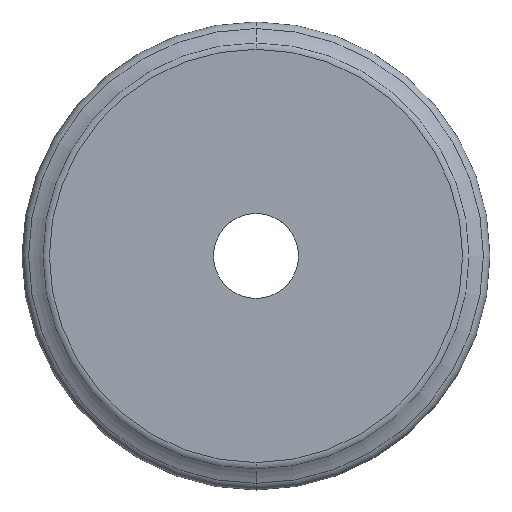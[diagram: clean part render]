
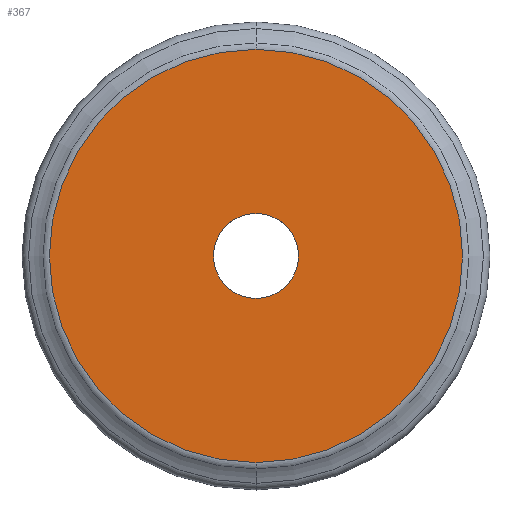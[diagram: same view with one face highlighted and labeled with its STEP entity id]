
A CAD part, top view. The second image highlights one B-rep face of the part: STEP entity #367.
In plain terms, the highlighted planar face has unit normal (0, 0, 1).
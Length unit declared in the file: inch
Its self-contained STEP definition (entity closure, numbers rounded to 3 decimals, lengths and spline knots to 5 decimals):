
#62=CARTESIAN_POINT('',(0.,0.,0.3125));
#63=DIRECTION('',(0.,0.,1.));
#64=DIRECTION('',(0.,1.,0.));
#65=AXIS2_PLACEMENT_3D('',#62,#63,#64);
#67=CARTESIAN_POINT('',(0.,0.,0.3125));
#68=DIRECTION('',(0.,0.,-1.));
#69=DIRECTION('',(0.,1.,0.));
#70=AXIS2_PLACEMENT_3D('',#67,#68,#69);
#72=CARTESIAN_POINT('',(0.,0.,0.3125));
#73=DIRECTION('',(0.,0.,1.));
#74=DIRECTION('',(1.,0.,0.));
#75=AXIS2_PLACEMENT_3D('',#72,#73,#74);
#77=CARTESIAN_POINT('',(0.,0.,0.3125));
#78=DIRECTION('',(0.,0.,1.));
#79=DIRECTION('',(-1.,0.,0.));
#80=AXIS2_PLACEMENT_3D('',#77,#78,#79);
#226=CARTESIAN_POINT('',(0.,1.435,0.3125));
#227=VERTEX_POINT('',#226);
#232=CARTESIAN_POINT('',(0.,-1.435,0.3125));
#233=VERTEX_POINT('',#232);
#238=CARTESIAN_POINT('',(0.295,0.,0.3125));
#239=CARTESIAN_POINT('',(-0.295,0.,0.3125));
#240=VERTEX_POINT('',#238);
#241=VERTEX_POINT('',#239);
#352=CARTESIAN_POINT('',(0.,0.,0.3125));
#353=DIRECTION('',(0.,0.,-1.));
#354=DIRECTION('',(0.,-1.,0.));
#355=AXIS2_PLACEMENT_3D('',#352,#353,#354);
#356=PLANE('',#355);
#357=ORIENTED_EDGE('',*,*,#345,.F.);
#358=ORIENTED_EDGE('',*,*,#334,.T.);
#359=EDGE_LOOP('',(#357,#358));
#360=FACE_OUTER_BOUND('',#359,.F.);
#362=ORIENTED_EDGE('',*,*,#361,.T.);
#364=ORIENTED_EDGE('',*,*,#363,.T.);
#365=EDGE_LOOP('',(#362,#364));
#366=FACE_BOUND('',#365,.F.);
#367=ADVANCED_FACE('',(#360,#366),#356,.F.);
#66=CIRCLE('',#65,1.435);
#71=CIRCLE('',#70,1.435);
#76=CIRCLE('',#75,0.295);
#81=CIRCLE('',#80,0.295);
#334=EDGE_CURVE('',#227,#233,#71,.T.);
#345=EDGE_CURVE('',#227,#233,#66,.T.);
#361=EDGE_CURVE('',#240,#241,#76,.T.);
#363=EDGE_CURVE('',#241,#240,#81,.T.);
